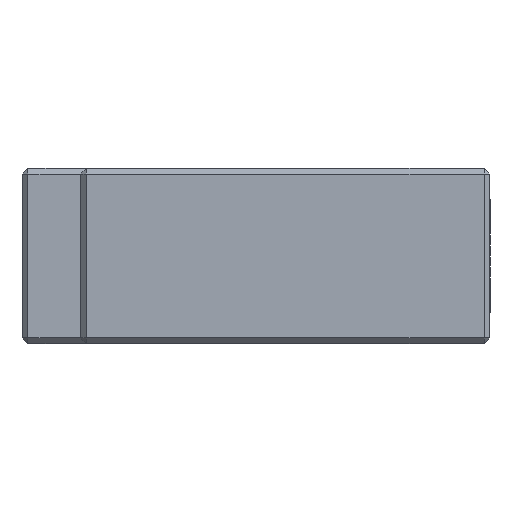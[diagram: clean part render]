
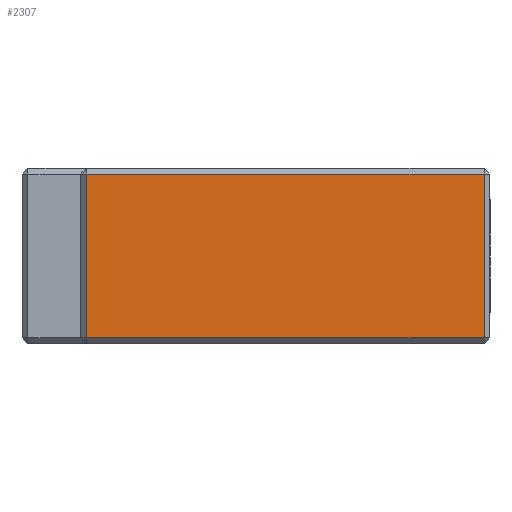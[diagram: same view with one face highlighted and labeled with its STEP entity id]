
A CAD part, left-side view. The second image highlights one B-rep face of the part: STEP entity #2307.
In plain terms, the highlighted planar face has unit normal (-1, 0, 0).
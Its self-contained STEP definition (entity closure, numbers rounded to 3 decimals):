
#224 = EDGE_LOOP ( 'NONE', ( #2416, #2417, #2418, #2419 ) ) ;
#744 = VERTEX_POINT ( 'NONE', #1029 ) ;
#746 = VERTEX_POINT ( 'NONE', #1031 ) ;
#811 = VERTEX_POINT ( 'NONE', #1096 ) ;
#813 = VERTEX_POINT ( 'NONE', #1098 ) ;
#1029 = CARTESIAN_POINT ( 'NONE',  ( -53., 1., -14. ) ) ;
#1031 = CARTESIAN_POINT ( 'NONE',  ( -53., 1., 14. ) ) ;
#1096 = CARTESIAN_POINT ( 'NONE',  ( -53., 69., -14. ) ) ;
#1098 = CARTESIAN_POINT ( 'NONE',  ( -53., 69., 14. ) ) ;
#2177 = EDGE_CURVE ( 'NONE', #811, #813, #4705, .T. ) ;
#2182 = EDGE_CURVE ( 'NONE', #813, #746, #4715, .T. ) ;
#2187 = EDGE_CURVE ( 'NONE', #746, #744, #4721, .T. ) ;
#2208 = EDGE_CURVE ( 'NONE', #811, #744, #4752, .T. ) ;
#2307 = ADVANCED_FACE ( 'NONE', ( #4818 ), #5220, .F. ) ;
#2416 = ORIENTED_EDGE ( 'NONE', *, *, #2187, .F. ) ;
#2417 = ORIENTED_EDGE ( 'NONE', *, *, #2182, .F. ) ;
#2418 = ORIENTED_EDGE ( 'NONE', *, *, #2177, .F. ) ;
#2419 = ORIENTED_EDGE ( 'NONE', *, *, #2208, .T. ) ;
#4705 = LINE ( 'NONE', #4997, #4706 ) ;
#4706 = VECTOR ( 'NONE', #4998, 1000. ) ;
#4715 = LINE ( 'NONE', #5008, #4716 ) ;
#4716 = VECTOR ( 'NONE', #5009, 1000. ) ;
#4721 = LINE ( 'NONE', #5010, #4723 ) ;
#4723 = VECTOR ( 'NONE', #5020, 1000. ) ;
#4752 = LINE ( 'NONE', #5131, #4753 ) ;
#4753 = VECTOR ( 'NONE', #5132, 1000. ) ;
#4818 = FACE_OUTER_BOUND ( 'NONE', #224, .T. ) ;
#4997 = CARTESIAN_POINT ( 'NONE',  ( -53., 69., 15. ) ) ;
#4998 = DIRECTION ( 'NONE',  ( 0., 0., 1. ) ) ;
#5008 = CARTESIAN_POINT ( 'NONE',  ( -53., 70., 14. ) ) ;
#5009 = DIRECTION ( 'NONE',  ( 0., -1., 0. ) ) ;
#5010 = CARTESIAN_POINT ( 'NONE',  ( -53., 1., 15. ) ) ;
#5020 = DIRECTION ( 'NONE',  ( 0., 0., -1. ) ) ;
#5131 = CARTESIAN_POINT ( 'NONE',  ( -53., 70., -14. ) ) ;
#5132 = DIRECTION ( 'NONE',  ( 0., -1., 0. ) ) ;
#5220 = PLANE ( 'NONE',  #5386 ) ;
#5221 = CARTESIAN_POINT ( 'NONE',  ( -53., 70., 15. ) ) ;
#5230 = DIRECTION ( 'NONE',  ( 1., 0., 0. ) ) ;
#5231 = DIRECTION ( 'NONE',  ( 0., 1., 0. ) ) ;
#5386 = AXIS2_PLACEMENT_3D ( 'NONE', #5221, #5230, #5231 ) ;
